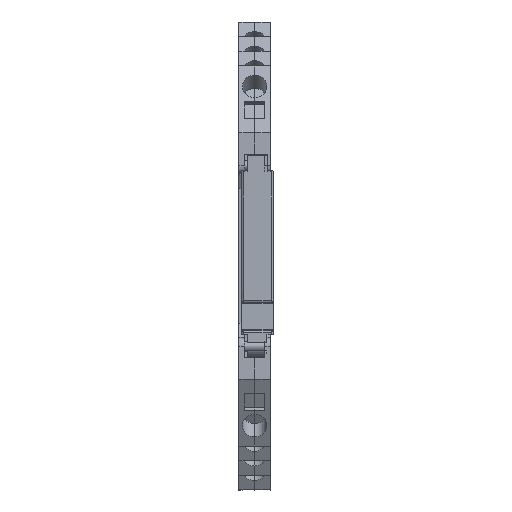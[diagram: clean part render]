
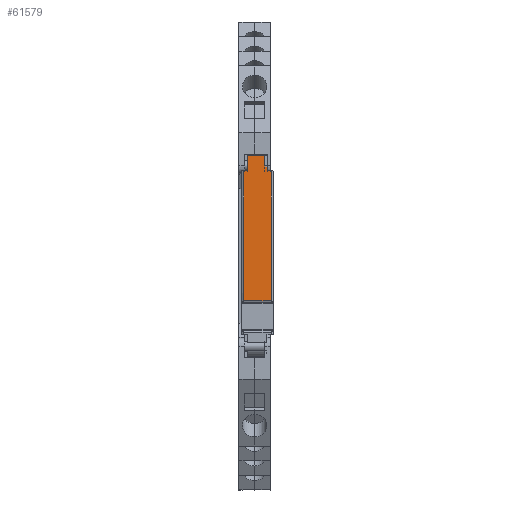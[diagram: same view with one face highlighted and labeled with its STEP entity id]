
A CAD part, front view. The second image highlights one B-rep face of the part: STEP entity #61579.
In plain terms, the highlighted planar face has unit normal (0, -1, 0.001).
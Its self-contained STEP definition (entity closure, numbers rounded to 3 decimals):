
#2856=PLANE('',#66657);
#5970=FACE_OUTER_BOUND('',#9375,.T.);
#9375=EDGE_LOOP('',(#57367,#57368,#57369,#57370,#57371,#57372,#57373,#57374));
#17929=LINE('',#102628,#24817);
#17931=LINE('',#102636,#24819);
#17944=LINE('',#102712,#24832);
#17945=LINE('',#102714,#24833);
#17946=LINE('',#102715,#24834);
#17947=LINE('',#102717,#24835);
#17948=LINE('',#102719,#24836);
#17949=LINE('',#102720,#24837);
#24817=VECTOR('',#83456,1.);
#24819=VECTOR('',#83464,1.);
#24832=VECTOR('',#83497,1.);
#24833=VECTOR('',#83498,1.);
#24834=VECTOR('',#83499,1.);
#24835=VECTOR('',#83500,1.);
#24836=VECTOR('',#83501,1.);
#24837=VECTOR('',#83502,1.);
#30776=VERTEX_POINT('',#102626);
#30777=VERTEX_POINT('',#102627);
#30780=VERTEX_POINT('',#102635);
#30800=VERTEX_POINT('',#102710);
#30801=VERTEX_POINT('',#102711);
#30802=VERTEX_POINT('',#102713);
#30803=VERTEX_POINT('',#102716);
#30804=VERTEX_POINT('',#102718);
#39646=EDGE_CURVE('',#30776,#30777,#17929,.T.);
#39650=EDGE_CURVE('',#30776,#30780,#17931,.T.);
#39672=EDGE_CURVE('',#30800,#30801,#17944,.T.);
#39673=EDGE_CURVE('',#30802,#30801,#17945,.T.);
#39674=EDGE_CURVE('',#30780,#30802,#17946,.T.);
#39675=EDGE_CURVE('',#30777,#30803,#17947,.T.);
#39676=EDGE_CURVE('',#30803,#30804,#17948,.T.);
#39677=EDGE_CURVE('',#30800,#30804,#17949,.T.);
#57367=ORIENTED_EDGE('',*,*,#39672,.T.);
#57368=ORIENTED_EDGE('',*,*,#39673,.F.);
#57369=ORIENTED_EDGE('',*,*,#39674,.F.);
#57370=ORIENTED_EDGE('',*,*,#39650,.F.);
#57371=ORIENTED_EDGE('',*,*,#39646,.T.);
#57372=ORIENTED_EDGE('',*,*,#39675,.T.);
#57373=ORIENTED_EDGE('',*,*,#39676,.T.);
#57374=ORIENTED_EDGE('',*,*,#39677,.F.);
#61579=ADVANCED_FACE('',(#5970),#2856,.F.);
#66657=AXIS2_PLACEMENT_3D('',#102709,#83495,#83496);
#83456=DIRECTION('',(-1.,0.,0.));
#83464=DIRECTION('',(0.,0.,-1.));
#83495=DIRECTION('center_axis',(0.,1.,0.));
#83496=DIRECTION('ref_axis',(0.,0.,1.));
#83497=DIRECTION('',(1.,0.,0.));
#83498=DIRECTION('',(0.,0.,-1.));
#83499=DIRECTION('',(1.,0.,0.));
#83500=DIRECTION('',(0.,0.,-1.));
#83501=DIRECTION('',(-1.,0.,0.));
#83502=DIRECTION('',(0.,0.,1.));
#102626=CARTESIAN_POINT('',(5.15,0.,66.55));
#102627=CARTESIAN_POINT('',(1.15,0.,66.55));
#102628=CARTESIAN_POINT('',(0.,0.,66.55));
#102635=CARTESIAN_POINT('',(5.15,0.,63.496));
#102636=CARTESIAN_POINT('',(5.15,0.,46.55));
#102709=CARTESIAN_POINT('Origin',(0.,0.,
64.942));
#102710=CARTESIAN_POINT('',(0.4,0.,37.639));
#102711=CARTESIAN_POINT('',(5.9,0.,37.639));
#102712=CARTESIAN_POINT('',(0.,0.,37.639));
#102713=CARTESIAN_POINT('',(5.9,0.,63.496));
#102714=CARTESIAN_POINT('',(5.9,0.,46.55));
#102715=CARTESIAN_POINT('',(6.3,0.,63.496));
#102716=CARTESIAN_POINT('',(1.15,0.,63.496));
#102717=CARTESIAN_POINT('',(1.15,0.,46.55));
#102718=CARTESIAN_POINT('',(0.4,0.,63.496));
#102719=CARTESIAN_POINT('',(0.,0.,63.496));
#102720=CARTESIAN_POINT('',(0.4,0.,46.55));
